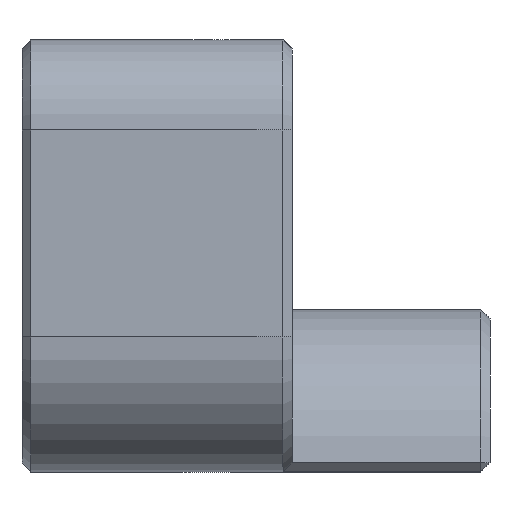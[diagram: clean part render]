
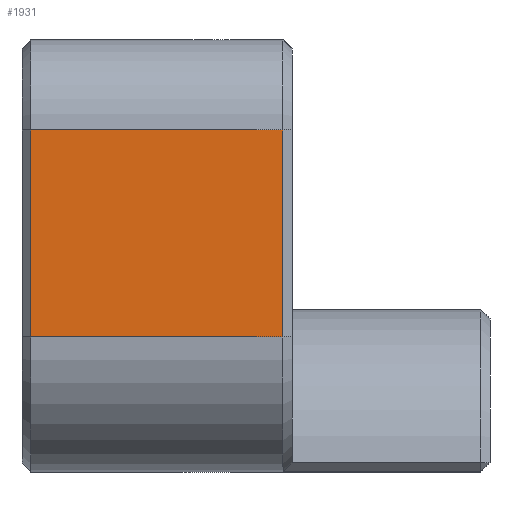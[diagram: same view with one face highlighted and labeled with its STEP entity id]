
A CAD part, left-side view. The second image highlights one B-rep face of the part: STEP entity #1931.
In plain terms, the highlighted planar face has unit normal (-1, 0, 0).
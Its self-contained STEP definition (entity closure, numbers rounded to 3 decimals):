
#35 = CARTESIAN_POINT ( 'NONE',  ( -48., 23., 38. ) ) ;
#77 = DIRECTION ( 'NONE',  ( 0., 0., -1. ) ) ;
#133 = DIRECTION ( 'NONE',  ( -1., 0., 0. ) ) ;
#141 = VERTEX_POINT ( 'NONE', #706 ) ;
#195 = CARTESIAN_POINT ( 'NONE',  ( -48., 0., 0. ) ) ;
#275 = VERTEX_POINT ( 'NONE', #35 ) ;
#365 = ORIENTED_EDGE ( 'NONE', *, *, #730, .T. ) ;
#428 = VECTOR ( 'NONE', #77, 1000. ) ;
#625 = VECTOR ( 'NONE', #2447, 1000. ) ;
#656 = LINE ( 'NONE', #1343, #2789 ) ;
#706 = CARTESIAN_POINT ( 'NONE',  ( -48., 51., 38. ) ) ;
#730 = EDGE_CURVE ( 'NONE', #275, #141, #656, .T. ) ;
#885 = PLANE ( 'NONE',  #1985 ) ;
#897 = DIRECTION ( 'NONE',  ( 0., 0., 1. ) ) ;
#1130 = CARTESIAN_POINT ( 'NONE',  ( -48., 23., 15. ) ) ;
#1232 = LINE ( 'NONE', #1247, #2749 ) ;
#1233 = LINE ( 'NONE', #2173, #428 ) ;
#1247 = CARTESIAN_POINT ( 'NONE',  ( -48., 0., 15. ) ) ;
#1343 = CARTESIAN_POINT ( 'NONE',  ( -48., 0., 38. ) ) ;
#1515 = CARTESIAN_POINT ( 'NONE',  ( -48., 23., 0. ) ) ;
#1709 = VERTEX_POINT ( 'NONE', #1854 ) ;
#1762 = LINE ( 'NONE', #1515, #625 ) ;
#1854 = CARTESIAN_POINT ( 'NONE',  ( -48., 51., 15. ) ) ;
#1931 = ADVANCED_FACE ( 'NONE', ( #2299 ), #885, .T. ) ;
#1938 = ORIENTED_EDGE ( 'NONE', *, *, #2443, .T. ) ;
#1971 = ORIENTED_EDGE ( 'NONE', *, *, #2941, .T. ) ;
#1976 = DIRECTION ( 'NONE',  ( 0., -1., 0. ) ) ;
#1985 = AXIS2_PLACEMENT_3D ( 'NONE', #195, #133, #897 ) ;
#2173 = CARTESIAN_POINT ( 'NONE',  ( -48., 51., 15. ) ) ;
#2299 = FACE_OUTER_BOUND ( 'NONE', #2748, .T. ) ;
#2363 = DIRECTION ( 'NONE',  ( 0., 1., 0. ) ) ;
#2443 = EDGE_CURVE ( 'NONE', #2599, #275, #1762, .T. ) ;
#2447 = DIRECTION ( 'NONE',  ( 0., 0., 1. ) ) ;
#2599 = VERTEX_POINT ( 'NONE', #1130 ) ;
#2738 = ORIENTED_EDGE ( 'NONE', *, *, #2769, .T. ) ;
#2748 = EDGE_LOOP ( 'NONE', ( #365, #2738, #1971, #1938 ) ) ;
#2749 = VECTOR ( 'NONE', #1976, 1000. ) ;
#2769 = EDGE_CURVE ( 'NONE', #141, #1709, #1233, .T. ) ;
#2789 = VECTOR ( 'NONE', #2363, 1000. ) ;
#2941 = EDGE_CURVE ( 'NONE', #1709, #2599, #1232, .T. ) ;
